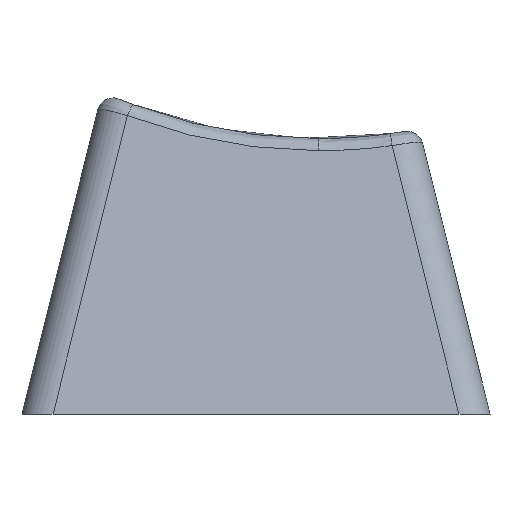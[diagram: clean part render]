
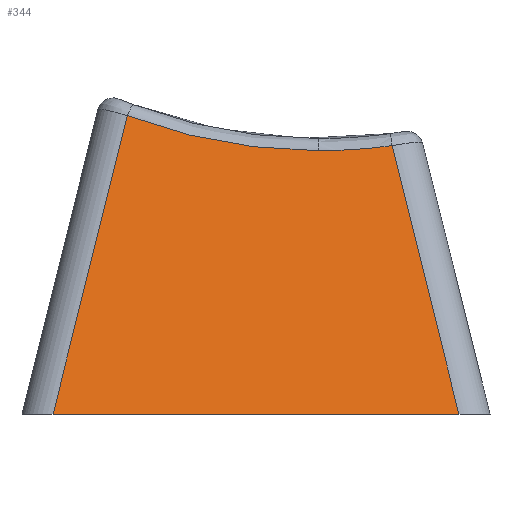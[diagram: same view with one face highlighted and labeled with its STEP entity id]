
A CAD part, left-side view. The second image highlights one B-rep face of the part: STEP entity #344.
In plain terms, the highlighted planar face has unit normal (-0.97, 0, 0.241).
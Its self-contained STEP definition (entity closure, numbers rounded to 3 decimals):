
#295=CARTESIAN_POINT('',(94.659,18.675,2.145));
#296=DIRECTION('',(-0.97,0.,0.242));
#297=DIRECTION('',(0.242,0.,0.97));
#298=AXIS2_PLACEMENT_3D('',#295,#296,#297);
#299=PLANE('',#298);
#300=CARTESIAN_POINT('',(94.125,26.612,0.));
#301=VERTEX_POINT('',#300);
#302=CARTESIAN_POINT('',(94.125,10.738,0.));
#303=VERTEX_POINT('',#302);
#304=CARTESIAN_POINT('',(94.125,26.612,0.));
#305=DIRECTION('',(-0.,-1.,-0.));
#306=VECTOR('',#305,15.874);
#307=LINE('',#304,#306);
#308=EDGE_CURVE('',#301,#303,#307,.T.);
#309=ORIENTED_EDGE('',*,*,#308,.T.);
#310=CARTESIAN_POINT('',(96.738,13.351,10.498));
#311=VERTEX_POINT('',#310);
#312=CARTESIAN_POINT('',(94.125,10.738,0.));
#313=DIRECTION('',(0.235,0.235,0.943));
#314=VECTOR('',#313,11.13);
#315=LINE('',#312,#314);
#316=EDGE_CURVE('',#303,#311,#315,.T.);
#317=ORIENTED_EDGE('',*,*,#316,.T.);
#318=CARTESIAN_POINT('',(96.689,16.235,10.3));
#319=VERTEX_POINT('',#318);
#320=CARTESIAN_POINT('',(101.928,16.235,31.348));
#321=DIRECTION('',(0.97,-0.,-0.242));
#322=DIRECTION('',(-0.242,-0.,-0.97));
#323=AXIS2_PLACEMENT_3D('',#320,#321,#322);
#324=ELLIPSE('',#323,21.691,21.049);
#325=EDGE_CURVE('',#311,#319,#324,.T.);
#326=ORIENTED_EDGE('',*,*,#325,.T.);
#327=CARTESIAN_POINT('',(97.03,23.707,11.67));
#328=VERTEX_POINT('',#327);
#329=CARTESIAN_POINT('',(101.928,16.235,31.348));
#330=DIRECTION('',(0.97,-0.,-0.242));
#331=DIRECTION('',(-0.242,-0.,-0.97));
#332=AXIS2_PLACEMENT_3D('',#329,#330,#331);
#333=ELLIPSE('',#332,21.691,21.049);
#334=EDGE_CURVE('',#319,#328,#333,.T.);
#335=ORIENTED_EDGE('',*,*,#334,.T.);
#336=CARTESIAN_POINT('',(97.03,23.707,11.67));
#337=DIRECTION('',(-0.235,0.235,-0.943));
#338=VECTOR('',#337,12.372);
#339=LINE('',#336,#338);
#340=EDGE_CURVE('',#328,#301,#339,.T.);
#341=ORIENTED_EDGE('',*,*,#340,.T.);
#342=EDGE_LOOP('',(#309,#317,#326,#335,#341));
#343=FACE_BOUND('',#342,.T.);
#344=ADVANCED_FACE('',(#343),#299,.T.);
